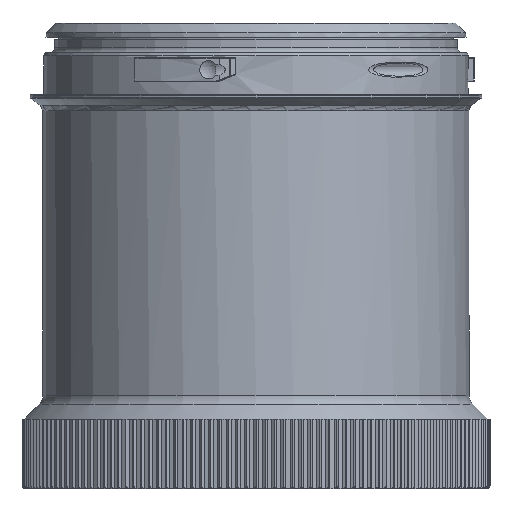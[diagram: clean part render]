
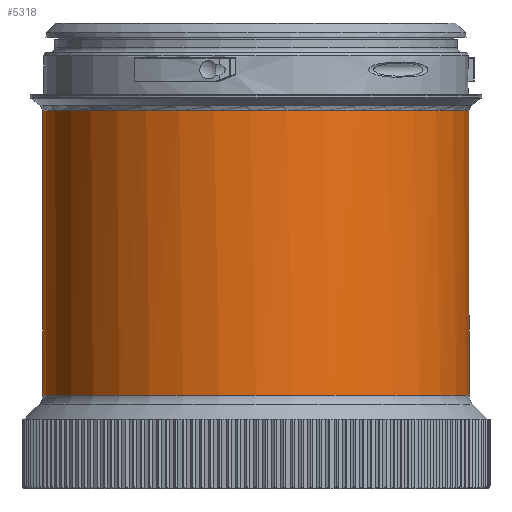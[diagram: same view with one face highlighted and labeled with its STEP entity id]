
A CAD part, front view. The second image highlights one B-rep face of the part: STEP entity #5318.
In plain terms, the highlighted cylindrical face has radius 33.1 mm (diameter 66.2 mm), a full revolution.
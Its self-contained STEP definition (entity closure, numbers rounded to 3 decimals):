
#1654=LINE('',#32270,#2942);
#1655=LINE('',#32275,#2943);
#2942=VECTOR('',#23778,1.);
#2943=VECTOR('',#23781,1.);
#4196=ELLIPSE('',#21044,34.268,33.1);
#4310=CYLINDRICAL_SURFACE('',#21045,33.1);
#5318=ADVANCED_FACE('',(#7186,#7187),#4310,.T.);
#7186=FACE_BOUND('',#7319,.T.);
#7187=FACE_BOUND('',#7320,.T.);
#7319=EDGE_LOOP('',(#9478));
#7320=EDGE_LOOP('',(#9479,#9480,#9481,#9482));
#9478=ORIENTED_EDGE('',*,*,#17408,.T.);
#9479=ORIENTED_EDGE('',*,*,#17409,.F.);
#9480=ORIENTED_EDGE('',*,*,#17410,.T.);
#9481=ORIENTED_EDGE('',*,*,#17411,.F.);
#9482=ORIENTED_EDGE('',*,*,#17412,.F.);
#15508=VERTEX_POINT('',#32269);
#15509=VERTEX_POINT('',#32271);
#15510=VERTEX_POINT('',#32272);
#15511=VERTEX_POINT('',#32274);
#15512=VERTEX_POINT('',#32276);
#17408=EDGE_CURVE('',#15508,#15508,#20066,.T.);
#17409=EDGE_CURVE('',#15509,#15510,#1654,.T.);
#17410=EDGE_CURVE('',#15509,#15511,#20067,.T.);
#17411=EDGE_CURVE('',#15512,#15511,#1655,.T.);
#17412=EDGE_CURVE('',#15510,#15512,#4196,.T.);
#20066=CIRCLE('',#21042,33.1);
#20067=CIRCLE('',#21043,33.1);
#21042=AXIS2_PLACEMENT_3D('',#32268,#23776,#23777);
#21043=AXIS2_PLACEMENT_3D('',#32273,#23779,#23780);
#21044=AXIS2_PLACEMENT_3D('',#32277,#23782,#23783);
#21045=AXIS2_PLACEMENT_3D('',#32278,#23784,#23785);
#23776=DIRECTION('',(0.,0.,1.));
#23777=DIRECTION('',(-1.,0.,0.));
#23778=DIRECTION('',(0.,0.,-1.));
#23779=DIRECTION('',(0.,0.,-1.));
#23780=DIRECTION('',(1.,0.,0.));
#23781=DIRECTION('',(0.,0.,1.));
#23782=DIRECTION('',(-0.205,-0.158,0.966));
#23783=DIRECTION('',(-0.766,-0.588,-0.259));
#23784=DIRECTION('',(0.,0.,-1.));
#23785=DIRECTION('',(-1.,0.,0.));
#32268=CARTESIAN_POINT('',(-4.977,0.479,14.568));
#32269=CARTESIAN_POINT('',(-38.077,0.479,14.568));
#32270=CARTESIAN_POINT('',(21.666,20.121,0.));
#32271=CARTESIAN_POINT('',(21.666,20.121,58.75));
#32272=CARTESIAN_POINT('',(21.666,20.121,51.857));
#32273=CARTESIAN_POINT('',(-4.977,0.479,58.75));
#32274=CARTESIAN_POINT('',(20.757,21.297,58.75));
#32275=CARTESIAN_POINT('',(20.757,21.297,0.));
#32276=CARTESIAN_POINT('',(20.757,21.297,51.856));
#32277=CARTESIAN_POINT('',(-4.977,0.479,42.99));
#32278=CARTESIAN_POINT('',(-4.977,0.479,0.));
